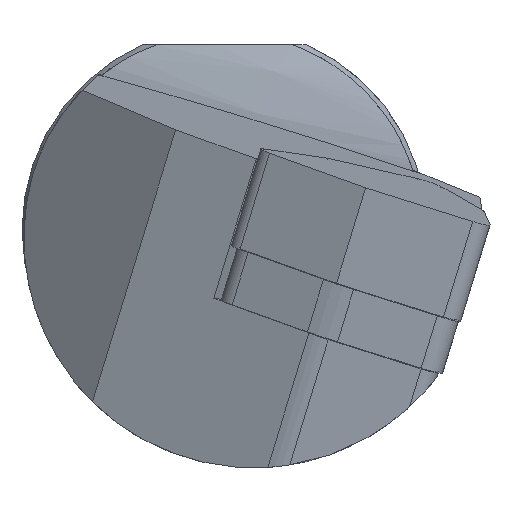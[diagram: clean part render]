
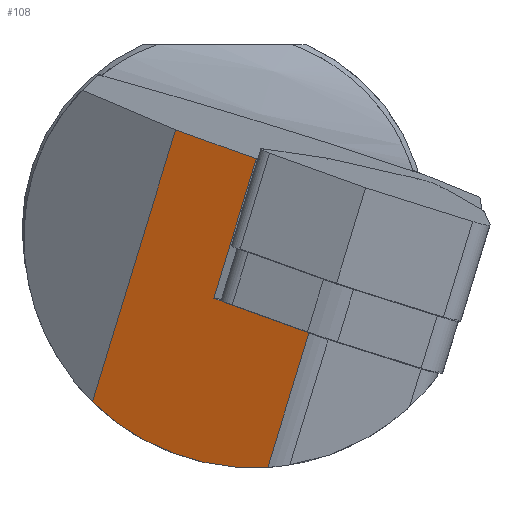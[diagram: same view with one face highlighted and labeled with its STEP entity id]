
A CAD part, left-side view. The second image highlights one B-rep face of the part: STEP entity #108.
In plain terms, the highlighted planar face has unit normal (-0.903, 0.429, 0.032).
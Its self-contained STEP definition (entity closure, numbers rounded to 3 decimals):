
#73=ELLIPSE('',#1011,12.572,11.35);
#108=ADVANCED_FACE('',(#191),#161,.F.);
#161=PLANE('',#1012);
#191=FACE_OUTER_BOUND('',#243,.T.);
#243=EDGE_LOOP('',(#497,#498,#499,#500,#501,#502,#503));
#293=LINE('',#1372,#372);
#309=LINE('',#1412,#388);
#312=LINE('',#1432,#391);
#319=LINE('',#1452,#398);
#320=LINE('',#1456,#399);
#321=LINE('',#1458,#400);
#372=VECTOR('',#1104,1.);
#388=VECTOR('',#1126,1.);
#391=VECTOR('',#1135,1.);
#398=VECTOR('',#1152,1.);
#399=VECTOR('',#1155,1.);
#400=VECTOR('',#1156,1.);
#497=ORIENTED_EDGE('',*,*,#829,.F.);
#498=ORIENTED_EDGE('',*,*,#847,.T.);
#499=ORIENTED_EDGE('',*,*,#854,.F.);
#500=ORIENTED_EDGE('',*,*,#863,.F.);
#501=ORIENTED_EDGE('',*,*,#864,.T.);
#502=ORIENTED_EDGE('',*,*,#865,.T.);
#503=ORIENTED_EDGE('',*,*,#866,.F.);
#735=VERTEX_POINT('',#1369);
#736=VERTEX_POINT('',#1371);
#749=VERTEX_POINT('',#1411);
#755=VERTEX_POINT('',#1431);
#764=VERTEX_POINT('',#1453);
#765=VERTEX_POINT('',#1455);
#766=VERTEX_POINT('',#1457);
#829=EDGE_CURVE('',#736,#735,#293,.T.);
#847=EDGE_CURVE('',#736,#749,#309,.T.);
#854=EDGE_CURVE('',#755,#749,#312,.T.);
#863=EDGE_CURVE('',#764,#755,#319,.T.);
#864=EDGE_CURVE('',#764,#765,#73,.T.);
#865=EDGE_CURVE('',#765,#766,#320,.T.);
#866=EDGE_CURVE('',#735,#766,#321,.T.);
#1011=AXIS2_PLACEMENT_3D('',#1454,#1153,#1154);
#1012=AXIS2_PLACEMENT_3D('',#1459,#1157,#1158);
#1104=DIRECTION('',(-0.417,-0.855,-0.307));
#1126=DIRECTION('',(-0.105,-0.291,0.951));
#1135=DIRECTION('',(-0.417,-0.855,-0.307));
#1152=DIRECTION('',(-0.105,-0.291,0.951));
#1153=DIRECTION('',(-0.903,0.429,0.032));
#1154=DIRECTION('',(0.43,0.9,0.067));
#1155=DIRECTION('',(-0.105,-0.291,0.951));
#1156=DIRECTION('',(-0.417,-0.855,-0.307));
#1157=DIRECTION('',(0.903,-0.429,-0.032));
#1158=DIRECTION('',(0.429,0.903,0.));
#1369=CARTESIAN_POINT('',(4.095,0.055,-3.545));
#1371=CARTESIAN_POINT('',(4.327,0.531,-3.374));
#1372=CARTESIAN_POINT('',(2.03,-4.179,-5.066));
#1411=CARTESIAN_POINT('',(3.57,-1.574,3.512));
#1412=CARTESIAN_POINT('',(0.146,-11.1,34.669));
#1431=CARTESIAN_POINT('',(5.514,2.411,4.944));
#1432=CARTESIAN_POINT('',(1.273,-6.284,1.819));
#1452=CARTESIAN_POINT('',(9.638,13.885,-32.585));
#1453=CARTESIAN_POINT('',(6.99,6.518,-8.487));
#1454=CARTESIAN_POINT('',(3.493,-1.446,-0.4));
#1455=CARTESIAN_POINT('',(2.762,-2.142,-11.729));
#1456=CARTESIAN_POINT('',(5.398,5.19,-35.71));
#1457=CARTESIAN_POINT('',(2.03,-4.179,-5.066));
#1458=CARTESIAN_POINT('',(2.03,-4.179,-5.066));
#1459=CARTESIAN_POINT('',(5.398,5.19,-35.71));
